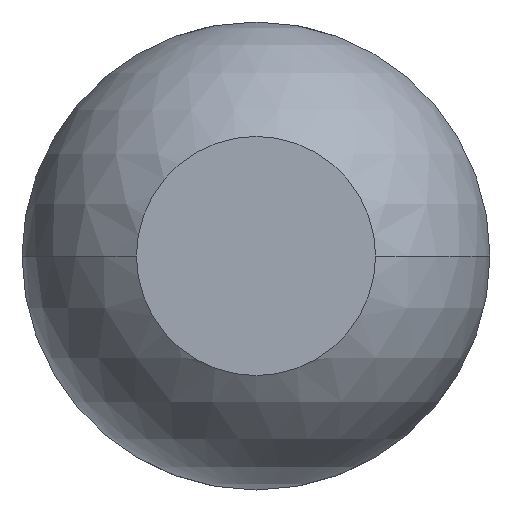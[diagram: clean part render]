
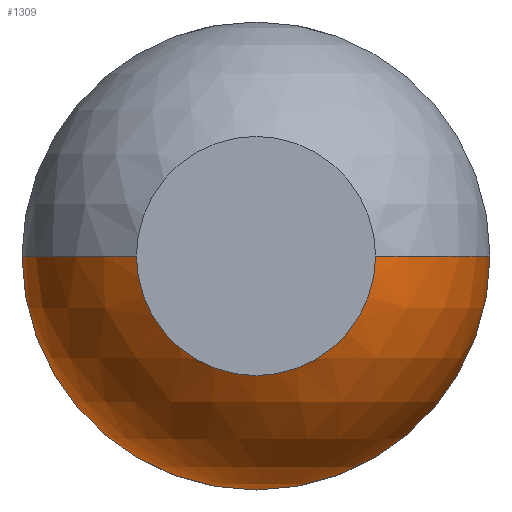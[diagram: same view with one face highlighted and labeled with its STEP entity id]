
A CAD part, front view. The second image highlights one B-rep face of the part: STEP entity #1309.
In plain terms, the highlighted spherical face has radius 0.685 mm.
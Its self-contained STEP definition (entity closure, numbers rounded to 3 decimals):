
#23 = CARTESIAN_POINT ( 'NONE',  ( 0., -29.411, 0. ) ) ;
#74 = DIRECTION ( 'NONE',  ( 0., -1., 0. ) ) ;
#106 = ORIENTED_EDGE ( 'NONE', *, *, #1448, .F. ) ;
#213 = ORIENTED_EDGE ( 'NONE', *, *, #710, .F. ) ;
#245 = VERTEX_POINT ( 'NONE', #436 ) ;
#436 = CARTESIAN_POINT ( 'NONE',  ( -0.685, -29.411, 0. ) ) ;
#554 = AXIS2_PLACEMENT_3D ( 'NONE', #2668, #3353, #1734 ) ;
#710 = EDGE_CURVE ( 'Defeature ausgef�hrt1_5+Defeature ausgef�hrt1_4+Defeature ausgef�hrt1_4+Defeature ausgef�hrt1_4', #2335, #1235, #2163, .T. ) ;
#711 = CARTESIAN_POINT ( 'NONE',  ( 0., -30., 0. ) ) ;
#728 = VERTEX_POINT ( 'NONE', #2740 ) ;
#985 = DIRECTION ( 'NONE',  ( 1., 0., 0. ) ) ;
#1026 = ORIENTED_EDGE ( 'NONE', *, *, #3285, .F. ) ;
#1132 = ORIENTED_EDGE ( 'NONE', *, *, #3756, .F. ) ;
#1193 = CARTESIAN_POINT ( 'NONE',  ( 0.35, -30., 0. ) ) ;
#1203 = DIRECTION ( 'NONE',  ( 0., 0., -1. ) ) ;
#1235 = VERTEX_POINT ( 'NONE', #1810 ) ;
#1244 = EDGE_CURVE ( 'NONE', #728, #245, #2004, .T. ) ;
#1309 = ADVANCED_FACE ( 'Defeature ausgef�hrt1_4', ( #3073 ), #1647, .T. ) ;
#1344 = CIRCLE ( 'NONE', #1961, 0.685 ) ;
#1434 = DIRECTION ( 'NONE',  ( 0., -1., 0. ) ) ;
#1448 = EDGE_CURVE ( 'Defeature ausgef�hrt1_12+Defeature ausgef�hrt1_4+Defeature ausgef�hrt1_4+Defeature ausgef�hrt1_4', #1728, #2411, #2509, .T. ) ;
#1506 = ORIENTED_EDGE ( 'NONE', *, *, #2296, .F. ) ;
#1546 = EDGE_LOOP ( 'NONE', ( #1132, #1684, #1026, #213, #1506, #106 ) ) ;
#1569 = DIRECTION ( 'NONE',  ( 0., 0., -1. ) ) ;
#1647 = SPHERICAL_SURFACE ( 'NONE', #3811, 0.685 ) ;
#1684 = ORIENTED_EDGE ( 'NONE', *, *, #1244, .T. ) ;
#1728 = VERTEX_POINT ( 'NONE', #3540 ) ;
#1734 = DIRECTION ( 'NONE',  ( 0., 0., 1. ) ) ;
#1810 = CARTESIAN_POINT ( 'NONE',  ( 0., -29.411, -0.685 ) ) ;
#1961 = AXIS2_PLACEMENT_3D ( 'NONE', #3281, #3908, #985 ) ;
#2004 = CIRCLE ( 'NONE', #3646, 0.685 ) ;
#2163 = CIRCLE ( 'NONE', #2627, 0.685 ) ;
#2268 = DIRECTION ( 'NONE',  ( 1., 0., 0. ) ) ;
#2296 = EDGE_CURVE ( 'NONE', #2411, #2335, #1344, .T. ) ;
#2335 = VERTEX_POINT ( 'NONE', #3704 ) ;
#2411 = VERTEX_POINT ( 'NONE', #1193 ) ;
#2509 = CIRCLE ( 'NONE', #3126, 0.35 ) ;
#2511 = CARTESIAN_POINT ( 'NONE',  ( 0., -29.411, 0. ) ) ;
#2627 = AXIS2_PLACEMENT_3D ( 'NONE', #23, #3595, #3609 ) ;
#2668 = CARTESIAN_POINT ( 'NONE',  ( 0., -29.411, 0. ) ) ;
#2740 = CARTESIAN_POINT ( 'NONE',  ( -0.35, -30., 0. ) ) ;
#2864 = CARTESIAN_POINT ( 'NONE',  ( 0., -29.411, 0. ) ) ;
#2987 = DIRECTION ( 'NONE',  ( 0., 0., -1. ) ) ;
#3059 = CIRCLE ( 'NONE', #3578, 0.35 ) ;
#3073 = FACE_OUTER_BOUND ( 'NONE', #1546, .T. ) ;
#3091 = DIRECTION ( 'NONE',  ( 0., 0., -1. ) ) ;
#3126 = AXIS2_PLACEMENT_3D ( 'NONE', #4025, #1434, #3091 ) ;
#3281 = CARTESIAN_POINT ( 'NONE',  ( 0., -29.411, 0. ) ) ;
#3285 = EDGE_CURVE ( 'Defeature ausgef�hrt1_5+Defeature ausgef�hrt1_4+Defeature ausgef�hrt1_4+Defeature ausgef�hrt1_4', #1235, #245, #4203, .T. ) ;
#3353 = DIRECTION ( 'NONE',  ( 0., 1., 0. ) ) ;
#3441 = DIRECTION ( 'NONE',  ( -1., 0., 0. ) ) ;
#3540 = CARTESIAN_POINT ( 'NONE',  ( 0., -30., -0.35 ) ) ;
#3578 = AXIS2_PLACEMENT_3D ( 'NONE', #711, #74, #2987 ) ;
#3595 = DIRECTION ( 'NONE',  ( 0., 1., 0. ) ) ;
#3609 = DIRECTION ( 'NONE',  ( 0., 0., 1. ) ) ;
#3646 = AXIS2_PLACEMENT_3D ( 'NONE', #2511, #1203, #3441 ) ;
#3704 = CARTESIAN_POINT ( 'NONE',  ( 0.685, -29.411, 0. ) ) ;
#3756 = EDGE_CURVE ( 'Defeature ausgef�hrt1_12+Defeature ausgef�hrt1_4+Defeature ausgef�hrt1_4+Defeature ausgef�hrt1_4', #728, #1728, #3059, .T. ) ;
#3811 = AXIS2_PLACEMENT_3D ( 'NONE', #2864, #1569, #2268 ) ;
#3908 = DIRECTION ( 'NONE',  ( 0., 0., 1. ) ) ;
#4025 = CARTESIAN_POINT ( 'NONE',  ( 0., -30., 0. ) ) ;
#4203 = CIRCLE ( 'NONE', #554, 0.685 ) ;
